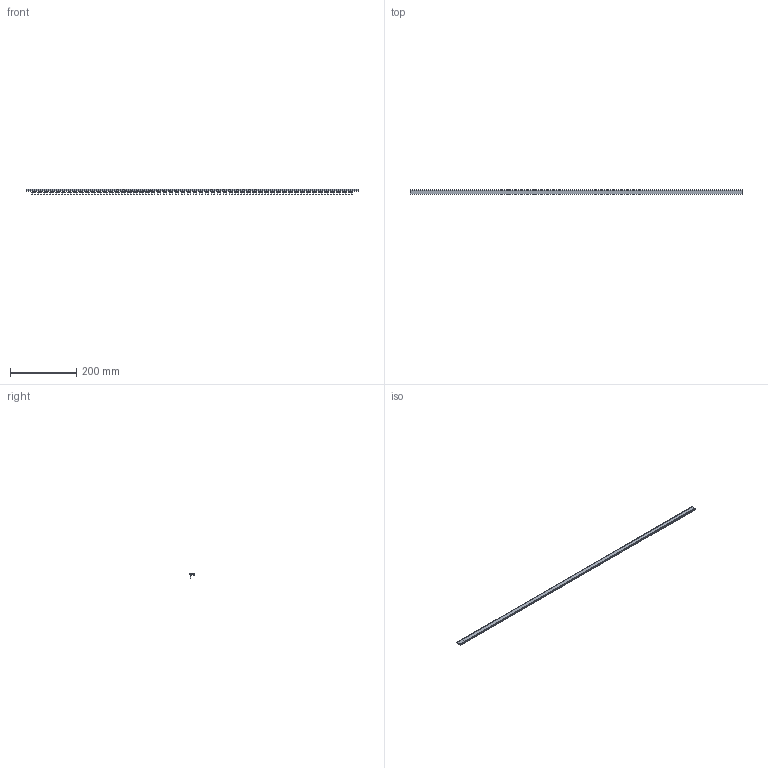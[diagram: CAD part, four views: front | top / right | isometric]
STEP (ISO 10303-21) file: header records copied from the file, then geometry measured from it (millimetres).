
FILE_DESCRIPTION((''),'2;1');
FILE_NAME('ASM0001_ASM','2024-04-30T',('dell'),(''),'PRO/ENGINEER BY PARAMETRIC TECHNOLOGY CORPORATION, 2013230','PRO/ENGINEER BY PARAMETRIC TECHNOLOGY CORPORATION, 2013230','');
FILE_SCHEMA(('AUTOMOTIVE_DESIGN { 1 0 10303 214 1 1 1 1 }'));
Length unit declared in the file: millimetre
Products named in the file (1): ASM0001_ASM
Bounding box: 1000 x 15.03 x 16.3 mm (x, y, z)
Volume: 64246.9 mm3; surface area: 93005.9 mm2
Topology: 1 solids, 1 shells, 988 faces, 2957 edges, 1972 vertices
Faces by surface type: plane 550, cylinder 438
Entity records: 33600 total; most frequent: CARTESIAN_POINT 5919, DIRECTION 5917, ORIENTED_EDGE 5914, EDGE_CURVE 2957, VECTOR 1973, LINE 1973, AXIS2_PLACEMENT_3D 1972, VERTEX_POINT 1972
